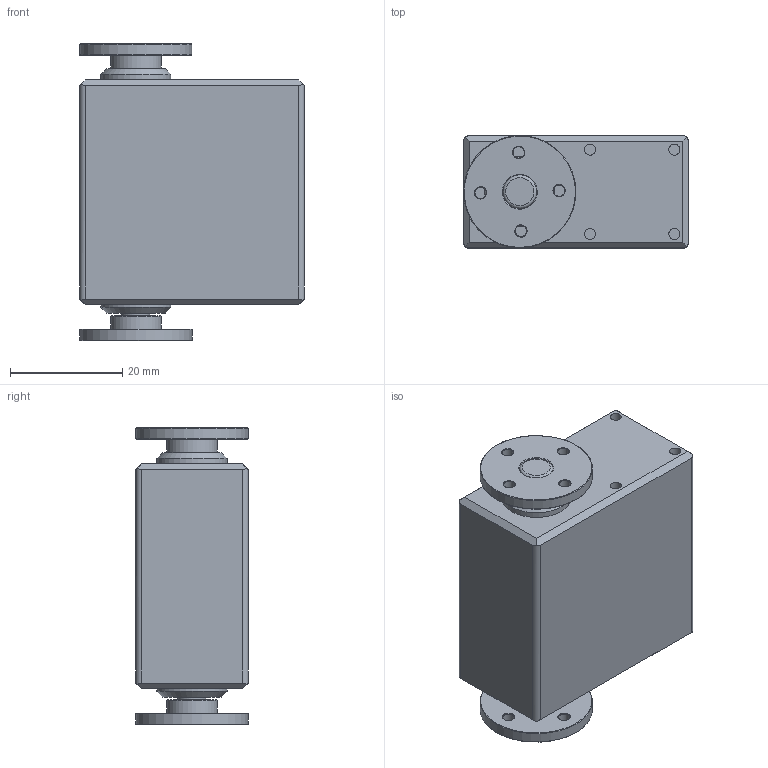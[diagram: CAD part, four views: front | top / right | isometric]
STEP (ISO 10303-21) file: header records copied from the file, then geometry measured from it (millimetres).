
FILE_DESCRIPTION((''),'2;1');
FILE_NAME('Servo.stp','2014-12-07T10:43:46',('Ivan'),(''),'Autodesk Inventor 2013','Autodesk Inventor 2013','');
FILE_SCHEMA(('AUTOMOTIVE_DESIGN { 1 0 10303 214 1 1 1 1 }'));
Length unit declared in the file: millimetre
Products named in the file (5): Servo; Telo; Hriadel; Kolečko; Unášač
Assembly tree (4 placements, depth 2):
  Servo
    Telo
    Hriadel
    Kolečko
    Unášač
Bounding box: 40 x 20 x 52.9 mm (x, y, z)
Volume: 33589.4 mm3; surface area: 8623.4 mm2
Topology: 4 solids, 4 shells, 294 faces, 735 edges, 462 vertices
Faces by surface type: plane 178, cylinder 88, cone 22, torus 6
Full cylindrical faces by diameter (mm): 2 x16, 3 x1, 5 x1, 6 x2, 9 x2, 12.5 x2, 20 x2
Entity records: 8610 total; most frequent: DIRECTION 1524, CARTESIAN_POINT 1440, ORIENTED_EDGE 1356, EDGE_CURVE 678, AXIS2_PLACEMENT_3D 543, VERTEX_POINT 459, VECTOR 438, LINE 438
